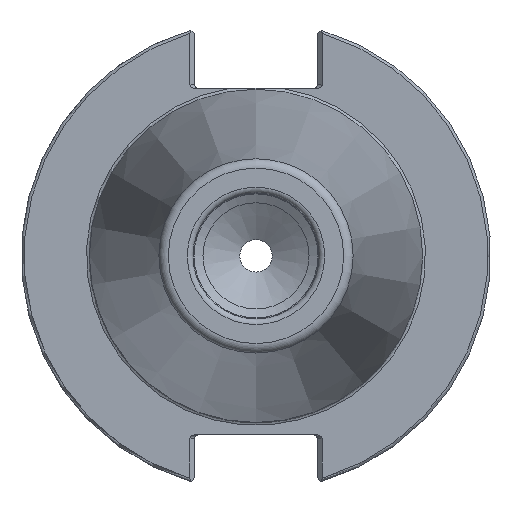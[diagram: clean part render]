
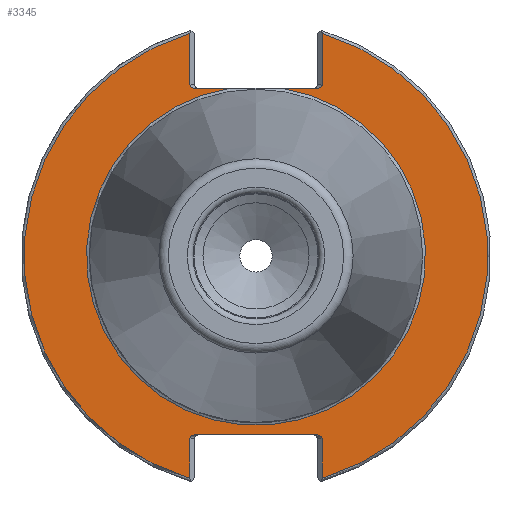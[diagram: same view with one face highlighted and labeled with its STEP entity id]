
A CAD part, left-side view. The second image highlights one B-rep face of the part: STEP entity #3345.
In plain terms, the highlighted planar face has unit normal (-1, 0, 0).
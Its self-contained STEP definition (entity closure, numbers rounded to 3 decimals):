
#25 =( BOUNDED_CURVE ( )  B_SPLINE_CURVE ( 3, ( #78, #3755, #2550, #1020 ),
 .UNSPECIFIED., .F., .T. ) 
 B_SPLINE_CURVE_WITH_KNOTS ( ( 4, 4 ),
 ( 3.142, 4.712 ),
 .UNSPECIFIED. ) 
 CURVE ( )  GEOMETRIC_REPRESENTATION_ITEM ( )  RATIONAL_B_SPLINE_CURVE ( ( 1., 0.805, 0.805, 1. ) ) 
 REPRESENTATION_ITEM ( '' )  );
#59 = VERTEX_POINT ( 'NONE', #3826 ) ;
#78 = CARTESIAN_POINT ( 'NONE',  ( 3.175, -13.85, 35.9 ) ) ;
#81 = CARTESIAN_POINT ( 'NONE',  ( 3.175, -13.85, -38.3 ) ) ;
#208 = CARTESIAN_POINT ( 'NONE',  ( 3.175, -13.85, -37.831 ) ) ;
#228 = EDGE_CURVE ( 'NONE', #778, #1257, #1221, .T. ) ;
#261 = CARTESIAN_POINT ( 'NONE',  ( 3.175, 35.525, 35.1 ) ) ;
#272 = VECTOR ( 'NONE', #2688, 1000. ) ;
#350 = CARTESIAN_POINT ( 'NONE',  ( 3.175, 13.85, -49.212 ) ) ;
#385 = VECTOR ( 'NONE', #901, 1000. ) ;
#424 = CARTESIAN_POINT ( 'NONE',  ( 3.175, 12.719, -37.5 ) ) ;
#483 = EDGE_CURVE ( 'NONE', #926, #3799, #25, .T. ) ;
#487 = ORIENTED_EDGE ( 'NONE', *, *, #3803, .T. ) ;
#507 = ORIENTED_EDGE ( 'NONE', *, *, #2186, .T. ) ;
#514 = EDGE_CURVE ( 'NONE', #926, #3761, #2997, .T. ) ;
#597 = DIRECTION ( 'NONE',  ( 0., -1., 0. ) ) ;
#621 = CARTESIAN_POINT ( 'NONE',  ( 3.175, -13.85, -37.5 ) ) ;
#631 = CARTESIAN_POINT ( 'NONE',  ( 3.175, -12.719, -37.5 ) ) ;
#656 = CIRCLE ( 'NONE', #965, 48.612 ) ;
#657 = CARTESIAN_POINT ( 'NONE',  ( 3.175, 13.85, 35.9 ) ) ;
#778 = VERTEX_POINT ( 'NONE', #2965 ) ;
#829 = CARTESIAN_POINT ( 'NONE',  ( 3.175, -13.85, -38.3 ) ) ;
#830 = EDGE_LOOP ( 'NONE', ( #507, #2911, #1839, #2957, #1965, #2816, #2956, #2717, #2067, #1228, #3523, #2575, #2667, #487 ) ) ;
#901 = DIRECTION ( 'NONE',  ( 0., 0., -1. ) ) ;
#904 = CARTESIAN_POINT ( 'NONE',  ( 3.175, 0., 0. ) ) ;
#926 = VERTEX_POINT ( 'NONE', #2166 ) ;
#960 = VECTOR ( 'NONE', #1254, 1000. ) ;
#965 = AXIS2_PLACEMENT_3D ( 'NONE', #2320, #1082, #2309 ) ;
#973 = EDGE_CURVE ( 'NONE', #3357, #2172, #3888, .T. ) ;
#995 = CARTESIAN_POINT ( 'NONE',  ( 3.175, 35.525, 0. ) ) ;
#1006 = CARTESIAN_POINT ( 'NONE',  ( 3.175, 13.85, -46.598 ) ) ;
#1020 = CARTESIAN_POINT ( 'NONE',  ( 3.175, -12.719, 35.1 ) ) ;
#1067 = VERTEX_POINT ( 'NONE', #1006 ) ;
#1082 = DIRECTION ( 'NONE',  ( -1., 0., 0. ) ) ;
#1094 = CARTESIAN_POINT ( 'NONE',  ( 3.175, 12.719, 35.1 ) ) ;
#1106 = CARTESIAN_POINT ( 'NONE',  ( 3.175, 13.85, 35.431 ) ) ;
#1146 = CARTESIAN_POINT ( 'NONE',  ( 3.175, -13.381, -37.5 ) ) ;
#1221 = LINE ( 'NONE', #2708, #385 ) ;
#1228 = ORIENTED_EDGE ( 'NONE', *, *, #3115, .F. ) ;
#1254 = DIRECTION ( 'NONE',  ( 0., 1., 0. ) ) ;
#1257 = VERTEX_POINT ( 'NONE', #657 ) ;
#1456 = DIRECTION ( 'NONE',  ( 0., 0., 1. ) ) ;
#1493 = DIRECTION ( 'NONE',  ( 0., 0., 1. ) ) ;
#1565 = EDGE_CURVE ( 'NONE', #1681, #2862, #3823, .T. ) ;
#1616 = VECTOR ( 'NONE', #3340, 1000. ) ;
#1668 = CIRCLE ( 'NONE', #3150, 35.525 ) ;
#1681 = VERTEX_POINT ( 'NONE', #2543 ) ;
#1704 = CARTESIAN_POINT ( 'NONE',  ( 3.175, 13.381, 35.1 ) ) ;
#1706 = CARTESIAN_POINT ( 'NONE',  ( 3.175, 13.85, -37.831 ) ) ;
#1708 = VECTOR ( 'NONE', #597, 1000. ) ;
#1713 = CARTESIAN_POINT ( 'NONE',  ( 3.175, -13.85, -49.212 ) ) ;
#1806 = LINE ( 'NONE', #1713, #2746 ) ;
#1839 = ORIENTED_EDGE ( 'NONE', *, *, #1992, .T. ) ;
#1845 = CARTESIAN_POINT ( 'NONE',  ( 3.175, 35.525, 35.1 ) ) ;
#1941 = DIRECTION ( 'NONE',  ( 0., 0., -1. ) ) ;
#1965 = ORIENTED_EDGE ( 'NONE', *, *, #2580, .F. ) ;
#1992 = EDGE_CURVE ( 'NONE', #2862, #3229, #3033, .T. ) ;
#1997 =( BOUNDED_CURVE ( )  B_SPLINE_CURVE ( 3, ( #2029, #1146, #208, #829 ),
 .UNSPECIFIED., .F., .T. ) 
 B_SPLINE_CURVE_WITH_KNOTS ( ( 4, 4 ),
 ( 4.712, 6.283 ),
 .UNSPECIFIED. ) 
 CURVE ( )  GEOMETRIC_REPRESENTATION_ITEM ( )  RATIONAL_B_SPLINE_CURVE ( ( 1., 0.805, 0.805, 1. ) ) 
 REPRESENTATION_ITEM ( '' )  );
#2018 = CARTESIAN_POINT ( 'NONE',  ( 3.175, 13.85, 35.9 ) ) ;
#2029 = CARTESIAN_POINT ( 'NONE',  ( 3.175, -12.719, -37.5 ) ) ;
#2056 = AXIS2_PLACEMENT_3D ( 'NONE', #995, #2229, #1941 ) ;
#2067 = ORIENTED_EDGE ( 'NONE', *, *, #3121, .T. ) ;
#2094 = AXIS2_PLACEMENT_3D ( 'NONE', #2783, #3085, #3465 ) ;
#2150 = EDGE_CURVE ( 'NONE', #59, #3761, #2933, .T. ) ;
#2166 = CARTESIAN_POINT ( 'NONE',  ( 3.175, -13.85, 35.9 ) ) ;
#2172 = VERTEX_POINT ( 'NONE', #2198 ) ;
#2186 = EDGE_CURVE ( 'NONE', #1067, #1681, #2835, .T. ) ;
#2198 = CARTESIAN_POINT ( 'NONE',  ( 3.175, 12.719, 35.1 ) ) ;
#2229 = DIRECTION ( 'NONE',  ( 1., 0., 0. ) ) ;
#2251 =( BOUNDED_CURVE ( )  B_SPLINE_CURVE ( 3, ( #1094, #1704, #1106, #2018 ),
 .UNSPECIFIED., .F., .F. ) 
 B_SPLINE_CURVE_WITH_KNOTS ( ( 4, 4 ),
 ( 4.712, 6.283 ),
 .UNSPECIFIED. ) 
 CURVE ( )  GEOMETRIC_REPRESENTATION_ITEM ( )  RATIONAL_B_SPLINE_CURVE ( ( 1., 0.805, 0.805, 1. ) ) 
 REPRESENTATION_ITEM ( '' )  );
#2278 = CARTESIAN_POINT ( 'NONE',  ( 3.175, -13.85, 0. ) ) ;
#2309 = DIRECTION ( 'NONE',  ( 0., 0., 1. ) ) ;
#2320 = CARTESIAN_POINT ( 'NONE',  ( 3.175, 0., 0. ) ) ;
#2543 = CARTESIAN_POINT ( 'NONE',  ( 3.175, 13.85, -38.3 ) ) ;
#2550 = CARTESIAN_POINT ( 'NONE',  ( 3.175, -13.381, 35.1 ) ) ;
#2575 = ORIENTED_EDGE ( 'NONE', *, *, #3872, .T. ) ;
#2580 = EDGE_CURVE ( 'NONE', #59, #2729, #1806, .T. ) ;
#2588 = EDGE_CURVE ( 'NONE', #3229, #2729, #1997, .T. ) ;
#2667 = ORIENTED_EDGE ( 'NONE', *, *, #228, .F. ) ;
#2688 = DIRECTION ( 'NONE',  ( 0., 1., 0. ) ) ;
#2708 = CARTESIAN_POINT ( 'NONE',  ( 3.175, 13.85, 0. ) ) ;
#2717 = ORIENTED_EDGE ( 'NONE', *, *, #483, .T. ) ;
#2729 = VERTEX_POINT ( 'NONE', #81 ) ;
#2746 = VECTOR ( 'NONE', #1456, 1000. ) ;
#2783 = CARTESIAN_POINT ( 'NONE',  ( 3.175, 0., 0. ) ) ;
#2816 = ORIENTED_EDGE ( 'NONE', *, *, #2150, .T. ) ;
#2835 = LINE ( 'NONE', #350, #1616 ) ;
#2862 = VERTEX_POINT ( 'NONE', #424 ) ;
#2911 = ORIENTED_EDGE ( 'NONE', *, *, #1565, .T. ) ;
#2933 = CIRCLE ( 'NONE', #2094, 48.612 ) ;
#2956 = ORIENTED_EDGE ( 'NONE', *, *, #514, .F. ) ;
#2957 = ORIENTED_EDGE ( 'NONE', *, *, #2588, .T. ) ;
#2965 = CARTESIAN_POINT ( 'NONE',  ( 3.175, 13.85, 46.598 ) ) ;
#2984 = CARTESIAN_POINT ( 'NONE',  ( 3.175, -5.479, 35.1 ) ) ;
#2997 = LINE ( 'NONE', #2278, #3180 ) ;
#3033 = LINE ( 'NONE', #621, #1708 ) ;
#3085 = DIRECTION ( 'NONE',  ( -1., 0., 0. ) ) ;
#3105 = PLANE ( 'NONE',  #2056 ) ;
#3115 = EDGE_CURVE ( 'NONE', #3357, #3894, #1668, .T. ) ;
#3121 = EDGE_CURVE ( 'NONE', #3799, #3894, #3310, .T. ) ;
#3150 = AXIS2_PLACEMENT_3D ( 'NONE', #904, #3297, #1493 ) ;
#3158 = FACE_OUTER_BOUND ( 'NONE', #830, .T. ) ;
#3180 = VECTOR ( 'NONE', #3200, 1000. ) ;
#3190 = CARTESIAN_POINT ( 'NONE',  ( 3.175, -12.719, 35.1 ) ) ;
#3200 = DIRECTION ( 'NONE',  ( 0., 0., 1. ) ) ;
#3214 = CARTESIAN_POINT ( 'NONE',  ( 3.175, -13.85, 46.598 ) ) ;
#3229 = VERTEX_POINT ( 'NONE', #631 ) ;
#3232 = CARTESIAN_POINT ( 'NONE',  ( 3.175, 13.85, -38.3 ) ) ;
#3297 = DIRECTION ( 'NONE',  ( -1., 0., 0. ) ) ;
#3310 = LINE ( 'NONE', #261, #272 ) ;
#3331 = CARTESIAN_POINT ( 'NONE',  ( 3.175, 13.381, -37.5 ) ) ;
#3340 = DIRECTION ( 'NONE',  ( 0., 0., 1. ) ) ;
#3345 = ADVANCED_FACE ( 'NONE', ( #3158 ), #3105, .F. ) ;
#3357 = VERTEX_POINT ( 'NONE', #3419 ) ;
#3410 = CARTESIAN_POINT ( 'NONE',  ( 3.175, 12.719, -37.5 ) ) ;
#3419 = CARTESIAN_POINT ( 'NONE',  ( 3.175, 5.479, 35.1 ) ) ;
#3465 = DIRECTION ( 'NONE',  ( 0., 0., 1. ) ) ;
#3523 = ORIENTED_EDGE ( 'NONE', *, *, #973, .T. ) ;
#3755 = CARTESIAN_POINT ( 'NONE',  ( 3.175, -13.85, 35.431 ) ) ;
#3761 = VERTEX_POINT ( 'NONE', #3214 ) ;
#3799 = VERTEX_POINT ( 'NONE', #3190 ) ;
#3803 = EDGE_CURVE ( 'NONE', #778, #1067, #656, .T. ) ;
#3823 =( BOUNDED_CURVE ( )  B_SPLINE_CURVE ( 3, ( #3232, #1706, #3331, #3410 ),
 .UNSPECIFIED., .F., .F. ) 
 B_SPLINE_CURVE_WITH_KNOTS ( ( 4, 4 ),
 ( 3.142, 4.712 ),
 .UNSPECIFIED. ) 
 CURVE ( )  GEOMETRIC_REPRESENTATION_ITEM ( )  RATIONAL_B_SPLINE_CURVE ( ( 1., 0.805, 0.805, 1. ) ) 
 REPRESENTATION_ITEM ( '' )  );
#3826 = CARTESIAN_POINT ( 'NONE',  ( 3.175, -13.85, -46.598 ) ) ;
#3872 = EDGE_CURVE ( 'NONE', #2172, #1257, #2251, .T. ) ;
#3888 = LINE ( 'NONE', #1845, #960 ) ;
#3894 = VERTEX_POINT ( 'NONE', #2984 ) ;
